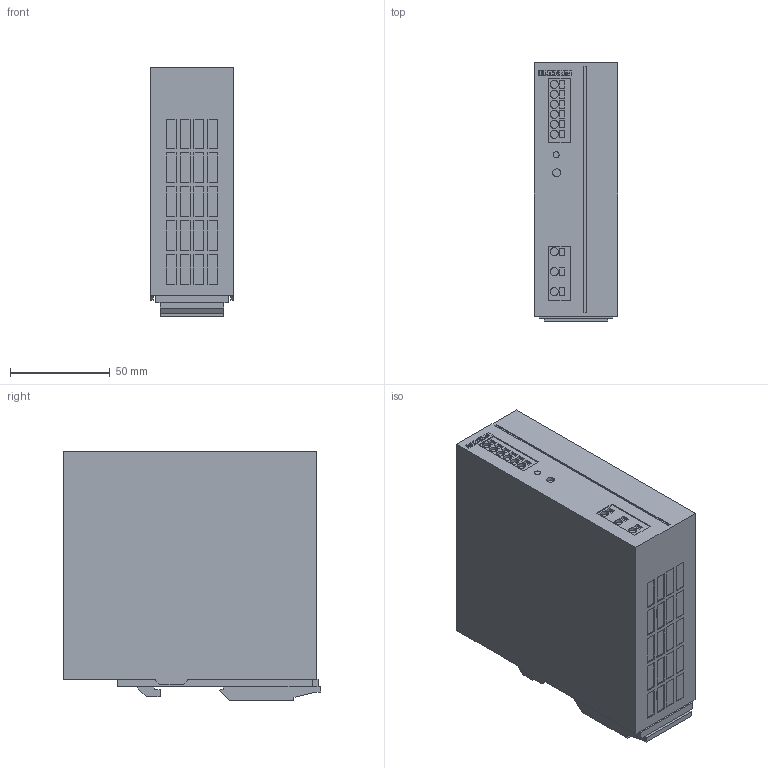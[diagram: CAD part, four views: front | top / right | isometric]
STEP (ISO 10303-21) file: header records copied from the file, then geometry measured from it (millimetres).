
FILE_DESCRIPTION (( 'STEP AP214' ), '1' );
FILE_NAME ('323905.STEP', '2020-12-15T05:43:08', ( '' ), ( '' ), 'SwSTEP 2.0', 'SolidWorks 2018', '' );
FILE_SCHEMA (( 'AUTOMOTIVE_DESIGN' ));
Length unit declared in the file: millimetre
Products named in the file (1): 323905
Bounding box: 42 x 129.3 x 125.2 mm (x, y, z)
Volume: 631958.5 mm3; surface area: 53470.8 mm2
Topology: 1 solids, 1 shells, 537 faces, 1370 edges, 912 vertices
Faces by surface type: plane 513, cylinder 24
Entity records: 15954 total; most frequent: CARTESIAN_POINT 2820, ORIENTED_EDGE 2740, DIRECTION 2494, EDGE_CURVE 1370, VECTOR 1322, LINE 1322, VERTEX_POINT 912, EDGE_LOOP 614
